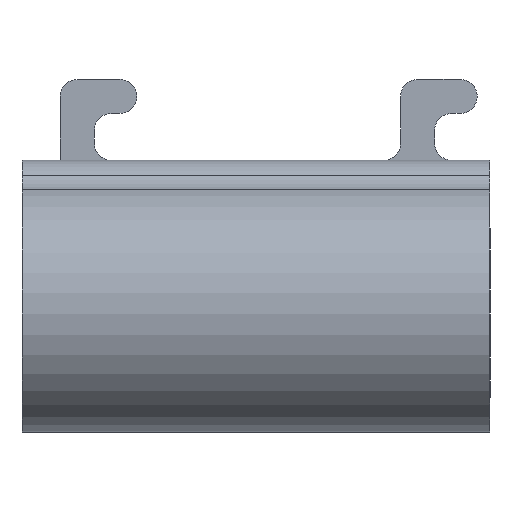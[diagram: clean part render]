
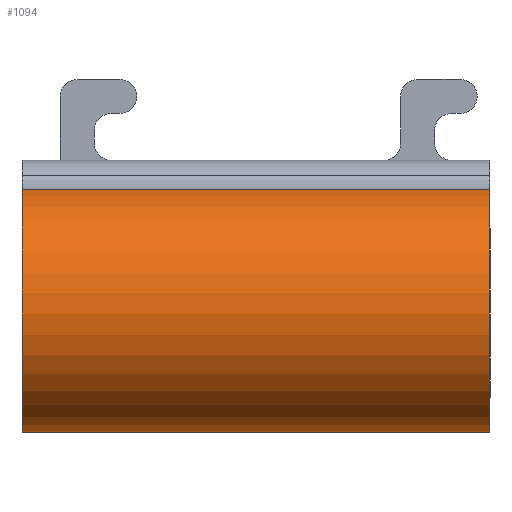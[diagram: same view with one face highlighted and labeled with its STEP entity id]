
A CAD part, left-side view. The second image highlights one B-rep face of the part: STEP entity #1094.
In plain terms, the highlighted cylindrical face has radius 14.5 mm (diameter 29 mm), a partial arc.
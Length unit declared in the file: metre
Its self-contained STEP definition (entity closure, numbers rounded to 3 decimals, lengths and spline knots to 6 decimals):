
#13=CYLINDRICAL_SURFACE('',#1181,0.0145);
#46=LINE('',#1682,#148);
#49=LINE('',#1692,#151);
#148=VECTOR('',#1323,1.);
#151=VECTOR('',#1332,1.);
#266=ORIENTED_EDGE('',*,*,#601,.F.);
#267=ORIENTED_EDGE('',*,*,#594,.F.);
#268=ORIENTED_EDGE('',*,*,#596,.F.);
#269=ORIENTED_EDGE('',*,*,#602,.T.);
#594=EDGE_CURVE('',#762,#763,#872,.T.);
#596=EDGE_CURVE('',#764,#762,#46,.T.);
#601=EDGE_CURVE('',#763,#768,#49,.T.);
#602=EDGE_CURVE('',#764,#768,#876,.T.);
#762=VERTEX_POINT('',#1677);
#763=VERTEX_POINT('',#1679);
#764=VERTEX_POINT('',#1683);
#768=VERTEX_POINT('',#1693);
#872=CIRCLE('',#1176,0.0145);
#876=CIRCLE('',#1182,0.0145);
#932=EDGE_LOOP('',(#266,#267,#268,#269));
#998=FACE_BOUND('',#932,.T.);
#1094=ADVANCED_FACE('',(#998),#13,.T.);
#1176=AXIS2_PLACEMENT_3D('',#1678,#1317,#1318);
#1181=AXIS2_PLACEMENT_3D('',#1691,#1330,#1331);
#1182=AXIS2_PLACEMENT_3D('',#1694,#1333,#1334);
#1317=DIRECTION('',(0.,1.,0.));
#1318=DIRECTION('',(0.,0.,-1.));
#1323=DIRECTION('',(0.,1.,0.));
#1330=DIRECTION('',(0.,1.,0.));
#1331=DIRECTION('',(0.,0.,-1.));
#1332=DIRECTION('',(0.,-1.,0.));
#1333=DIRECTION('',(0.,1.,0.));
#1334=DIRECTION('',(0.,0.,-1.));
#1677=CARTESIAN_POINT('',(-0.0305,0.055,-0.0145));
#1678=CARTESIAN_POINT('',(-0.0305,0.055,0.));
#1679=CARTESIAN_POINT('',(-0.034069,0.055,0.014054));
#1682=CARTESIAN_POINT('',(-0.0305,0.,-0.0145));
#1683=CARTESIAN_POINT('',(-0.0305,0.,-0.0145));
#1691=CARTESIAN_POINT('',(-0.0305,0.,0.));
#1692=CARTESIAN_POINT('',(-0.034069,0.,0.014054));
#1693=CARTESIAN_POINT('',(-0.034069,0.,0.014054));
#1694=CARTESIAN_POINT('',(-0.0305,0.,0.));
